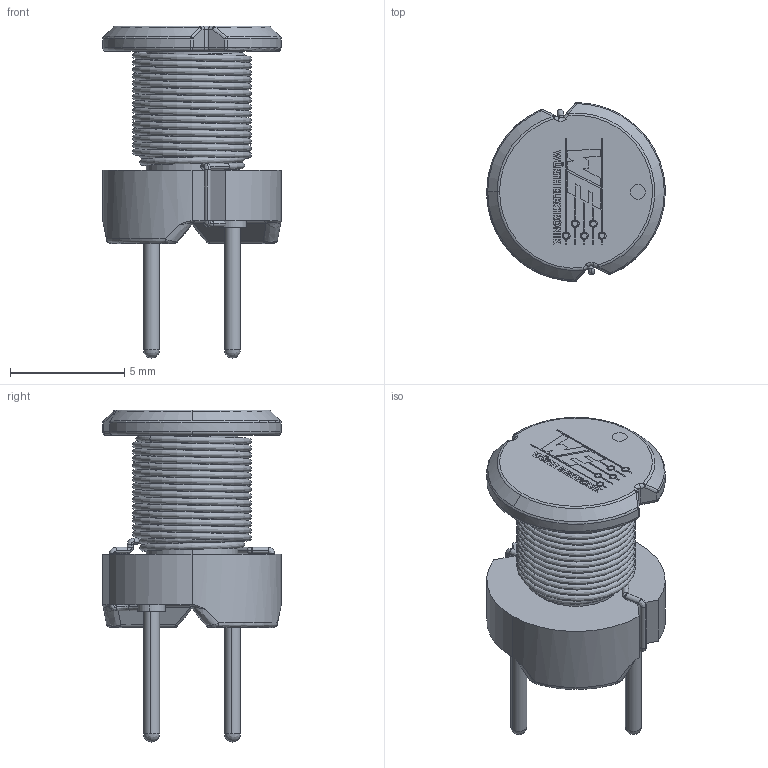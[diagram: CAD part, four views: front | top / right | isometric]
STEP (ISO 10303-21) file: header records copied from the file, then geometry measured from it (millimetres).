
FILE_DESCRIPTION (( 'STEP AP214' ), '1' );
FILE_NAME ('7447728215.STEP', '2022-10-14T10:36:04', ( '' ), ( '' ), 'SwSTEP 2.0', 'SolidWorks 2022', '' );
FILE_SCHEMA (( 'AUTOMOTIVE_DESIGN' ));
Length unit declared in the file: millimetre
Products named in the file (5): 7447728215; Pin_5; Kern_4; Kern_4_2; Wurth Logo
Assembly tree (5 placements, depth 2):
  7447728215
    Kern_4
    Kern_4_2
    Pin_5  x2
    Wurth Logo
Bounding box: 7.8 x 7.8 x 14.5 mm (x, y, z)
Volume: 259.1 mm3; surface area: 763.3 mm2
Topology: 29 solids, 29 shells, 480 faces, 1160 edges, 741 vertices
Faces by surface type: plane 237, bspline 158, cylinder 54, sphere 15, torus 13, cone 3
Entity records: 26221 total; most frequent: CARTESIAN_POINT 15709, ORIENTED_EDGE 2268, DIRECTION 1651, EDGE_CURVE 1134, VERTEX_POINT 727, LINE 657, VECTOR 657, AXIS2_PLACEMENT_3D 497
